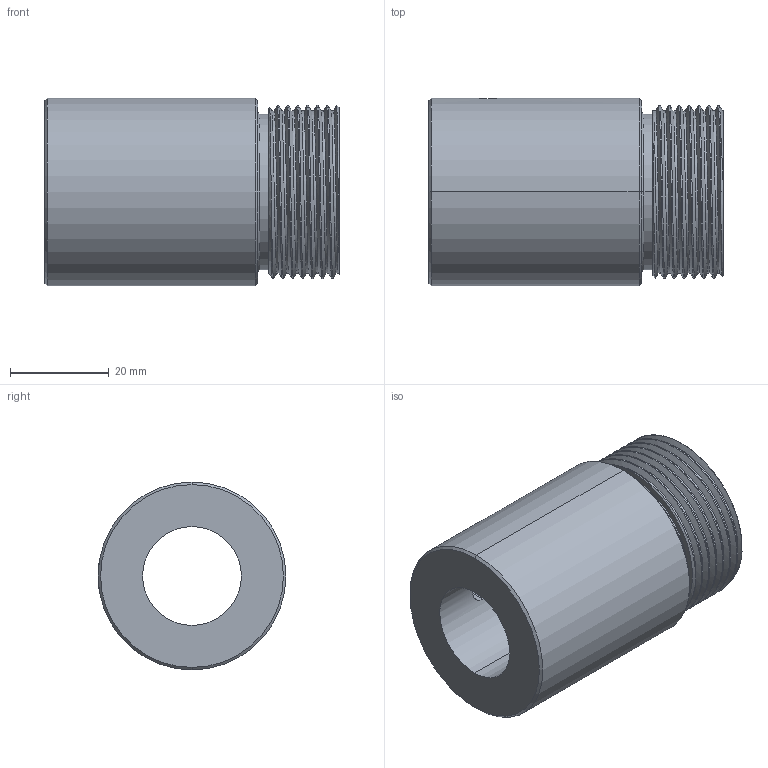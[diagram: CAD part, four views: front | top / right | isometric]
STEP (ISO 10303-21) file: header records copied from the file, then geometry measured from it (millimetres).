
FILE_DESCRIPTION (( 'STEP AP214' ), '1' );
FILE_NAME ('RSCR 2005.step', '2020-09-08T14:00:30', ( '' ), ( '' ), 'SwSTEP 2.0', 'SolidWorks 2020', '' );
FILE_SCHEMA (( 'AUTOMOTIVE_DESIGN' ));
Length unit declared in the file: millimetre
Products named in the file (1): RSCR 2005
Bounding box: 59.5 x 38 x 38 mm (x, y, z)
Volume: 44396.4 mm3; surface area: 13402.3 mm2
Topology: 1 solids, 1 shells, 39 faces, 97 edges, 62 vertices
Faces by surface type: cylinder 22, cone 9, plane 5, bspline 3
Entity records: 3966 total; most frequent: CARTESIAN_POINT 3082, ORIENTED_EDGE 194, DIRECTION 150, EDGE_CURVE 97, VERTEX_POINT 62, AXIS2_PLACEMENT_3D 60, EDGE_LOOP 45, ADVANCED_FACE 39
